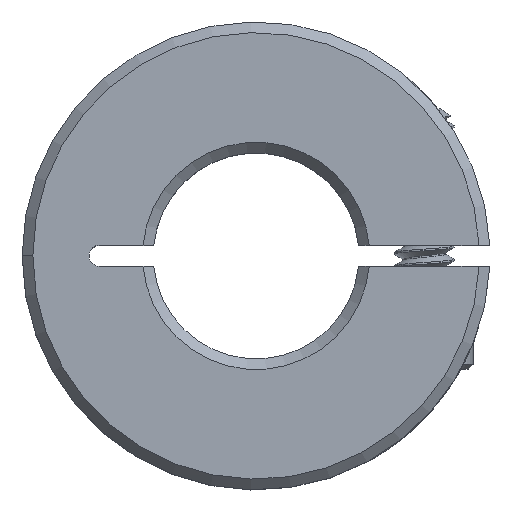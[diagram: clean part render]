
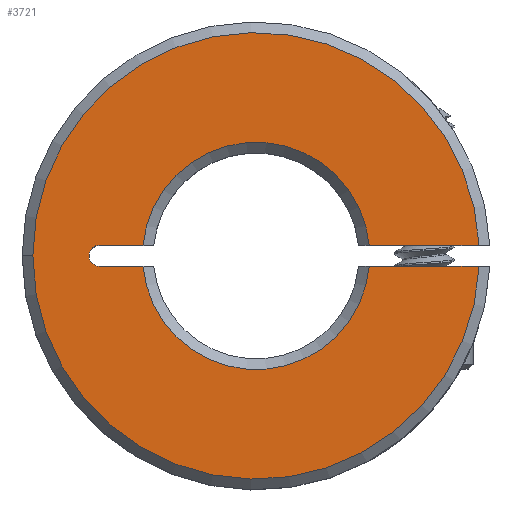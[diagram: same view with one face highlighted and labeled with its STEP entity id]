
A CAD part, top view. The second image highlights one B-rep face of the part: STEP entity #3721.
In plain terms, the highlighted planar face has unit normal (0, 0, 1).
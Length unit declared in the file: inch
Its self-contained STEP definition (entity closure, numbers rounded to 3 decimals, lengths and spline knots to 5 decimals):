
#165 = AXIS2_PLACEMENT_3D ( 'NONE', #1661, #1660, #1659 ) ;
#175 = AXIS2_PLACEMENT_3D ( 'NONE', #1821, #1819, #1818 ) ;
#183 = AXIS2_PLACEMENT_3D ( 'NONE', #1963, #1967, #1988 ) ;
#185 = AXIS2_PLACEMENT_3D ( 'NONE', #1987, #1994, #1974 ) ;
#186 = AXIS2_PLACEMENT_3D ( 'NONE', #1937, #1921, #1922 ) ;
#194 = AXIS2_PLACEMENT_3D ( 'NONE', #1740, #1715, #1377 ) ;
#202 = EDGE_CURVE ( 'NONE', #3426, #3431, #1003, .T. ) ;
#225 = EDGE_CURVE ( 'NONE', #3447, #3536, #982, .T. ) ;
#229 = EDGE_CURVE ( 'NONE', #3473, #3556, #980, .T. ) ;
#236 = EDGE_CURVE ( 'NONE', #3556, #3557, #968, .T. ) ;
#238 = EDGE_CURVE ( 'NONE', #3557, #3235, #965, .T. ) ;
#257 = EDGE_CURVE ( 'NONE', #3472, #3473, #940, .T. ) ;
#258 = EDGE_CURVE ( 'NONE', #3472, #3536, #938, .T. ) ;
#283 = EDGE_CURVE ( 'NONE', #3234, #3426, #910, .T. ) ;
#284 = EDGE_CURVE ( 'NONE', #3234, #3235, #907, .T. ) ;
#286 = EDGE_CURVE ( 'NONE', #3431, #3447, #911, .T. ) ;
#703 = FACE_OUTER_BOUND ( 'NONE', #3460, .T. ) ;
#901 = VECTOR ( 'NONE', #1654, 39.37008 ) ;
#905 = VECTOR ( 'NONE', #1670, 39.37008 ) ;
#907 = LINE ( 'NONE', #1664, #905 ) ;
#910 = CIRCLE ( 'NONE', #165, 0.4175 ) ;
#911 = LINE ( 'NONE', #1662, #901 ) ;
#936 = VECTOR ( 'NONE', #1834, 39.37008 ) ;
#938 = LINE ( 'NONE', #1828, #936 ) ;
#940 = CIRCLE ( 'NONE', #175, 0.01969 ) ;
#965 = CIRCLE ( 'NONE', #183, 0.2125 ) ;
#968 = LINE ( 'NONE', #1928, #970 ) ;
#970 = VECTOR ( 'NONE', #1936, 39.37008 ) ;
#980 = CIRCLE ( 'NONE', #185, 0.01969 ) ;
#982 = CIRCLE ( 'NONE', #186, 0.2125 ) ;
#1003 = CIRCLE ( 'NONE', #194, 0.4175 ) ;
#1031 = ORIENTED_EDGE ( 'NONE', *, *, #257, .T. ) ;
#1377 = DIRECTION ( 'NONE',  ( 1., 0., 0. ) ) ;
#1654 = DIRECTION ( 'NONE',  ( -1., 0., 0. ) ) ;
#1659 = DIRECTION ( 'NONE',  ( 1., 0., 0. ) ) ;
#1660 = DIRECTION ( 'NONE',  ( 0., 0., 1. ) ) ;
#1661 = CARTESIAN_POINT ( 'NONE',  ( 0., 0., 0.125 ) ) ;
#1662 = CARTESIAN_POINT ( 'NONE',  ( 0.4375, -0.01969, 0.125 ) ) ;
#1664 = CARTESIAN_POINT ( 'NONE',  ( 0.4375, 0.01969, 0.125 ) ) ;
#1670 = DIRECTION ( 'NONE',  ( -1., 0., 0. ) ) ;
#1715 = DIRECTION ( 'NONE',  ( 0., 0., 1. ) ) ;
#1740 = CARTESIAN_POINT ( 'NONE',  ( 0., 0., 0.125 ) ) ;
#1818 = DIRECTION ( 'NONE',  ( 1., 0., 0. ) ) ;
#1819 = DIRECTION ( 'NONE',  ( 0., 0., -1. ) ) ;
#1821 = CARTESIAN_POINT ( 'NONE',  ( -0.29281, 0., 0.125 ) ) ;
#1828 = CARTESIAN_POINT ( 'NONE',  ( -0.3125, -0.01969, 0.125 ) ) ;
#1834 = DIRECTION ( 'NONE',  ( 1., 0., 0. ) ) ;
#1921 = DIRECTION ( 'NONE',  ( 0., 0., -1. ) ) ;
#1922 = DIRECTION ( 'NONE',  ( 1., 0., 0. ) ) ;
#1928 = CARTESIAN_POINT ( 'NONE',  ( -0.3125, 0.01969, 0.125 ) ) ;
#1936 = DIRECTION ( 'NONE',  ( 1., 0., 0. ) ) ;
#1937 = CARTESIAN_POINT ( 'NONE',  ( 0., 0., 0.125 ) ) ;
#1963 = CARTESIAN_POINT ( 'NONE',  ( 0., 0., 0.125 ) ) ;
#1967 = DIRECTION ( 'NONE',  ( 0., 0., -1. ) ) ;
#1974 = DIRECTION ( 'NONE',  ( 1., 0., 0. ) ) ;
#1987 = CARTESIAN_POINT ( 'NONE',  ( -0.29281, 0., 0.125 ) ) ;
#1988 = DIRECTION ( 'NONE',  ( 1., 0., 0. ) ) ;
#1994 = DIRECTION ( 'NONE',  ( 0., 0., -1. ) ) ;
#2983 = ORIENTED_EDGE ( 'NONE', *, *, #236, .T. ) ;
#2984 = ORIENTED_EDGE ( 'NONE', *, *, #225, .T. ) ;
#2985 = ORIENTED_EDGE ( 'NONE', *, *, #202, .T. ) ;
#2986 = ORIENTED_EDGE ( 'NONE', *, *, #283, .T. ) ;
#3006 = ORIENTED_EDGE ( 'NONE', *, *, #286, .T. ) ;
#3155 = ORIENTED_EDGE ( 'NONE', *, *, #238, .T. ) ;
#3187 = ORIENTED_EDGE ( 'NONE', *, *, #258, .F. ) ;
#3200 = ORIENTED_EDGE ( 'NONE', *, *, #284, .F. ) ;
#3204 = ORIENTED_EDGE ( 'NONE', *, *, #229, .T. ) ;
#3234 = VERTEX_POINT ( 'NONE', #4247 ) ;
#3235 = VERTEX_POINT ( 'NONE', #4243 ) ;
#3426 = VERTEX_POINT ( 'NONE', #3990 ) ;
#3431 = VERTEX_POINT ( 'NONE', #3956 ) ;
#3447 = VERTEX_POINT ( 'NONE', #5182 ) ;
#3460 = EDGE_LOOP ( 'NONE', ( #3200, #2986, #2985, #3006, #2984, #3187, #1031, #3204, #2983, #3155 ) ) ;
#3472 = VERTEX_POINT ( 'NONE', #5160 ) ;
#3473 = VERTEX_POINT ( 'NONE', #5157 ) ;
#3536 = VERTEX_POINT ( 'NONE', #5067 ) ;
#3556 = VERTEX_POINT ( 'NONE', #5038 ) ;
#3557 = VERTEX_POINT ( 'NONE', #5037 ) ;
#3574 = AXIS2_PLACEMENT_3D ( 'NONE', #5032, #5018, #5017 ) ;
#3721 = ADVANCED_FACE ( 'NONE', ( #703 ), #5043, .T. ) ;
#3956 = CARTESIAN_POINT ( 'NONE',  ( 0.41704, -0.01969, 0.125 ) ) ;
#3990 = CARTESIAN_POINT ( 'NONE',  ( -0.4175, 0., 0.125 ) ) ;
#4243 = CARTESIAN_POINT ( 'NONE',  ( 0.21159, 0.01969, 0.125 ) ) ;
#4247 = CARTESIAN_POINT ( 'NONE',  ( 0.41704, 0.01969, 0.125 ) ) ;
#5017 = DIRECTION ( 'NONE',  ( 1., 0., 0. ) ) ;
#5018 = DIRECTION ( 'NONE',  ( 0., 0., 1. ) ) ;
#5032 = CARTESIAN_POINT ( 'NONE',  ( 0., 0., 0.125 ) ) ;
#5037 = CARTESIAN_POINT ( 'NONE',  ( -0.21159, 0.01969, 0.125 ) ) ;
#5038 = CARTESIAN_POINT ( 'NONE',  ( -0.29281, 0.01969, 0.125 ) ) ;
#5043 = PLANE ( 'NONE',  #3574 ) ;
#5067 = CARTESIAN_POINT ( 'NONE',  ( -0.21159, -0.01969, 0.125 ) ) ;
#5157 = CARTESIAN_POINT ( 'NONE',  ( -0.3125, 0., 0.125 ) ) ;
#5160 = CARTESIAN_POINT ( 'NONE',  ( -0.29281, -0.01969, 0.125 ) ) ;
#5182 = CARTESIAN_POINT ( 'NONE',  ( 0.21159, -0.01969, 0.125 ) ) ;
